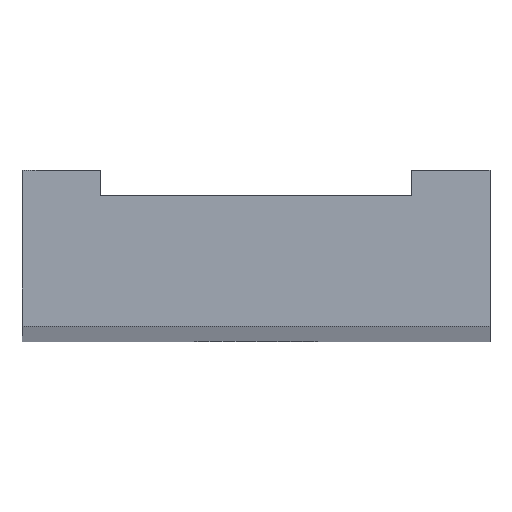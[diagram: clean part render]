
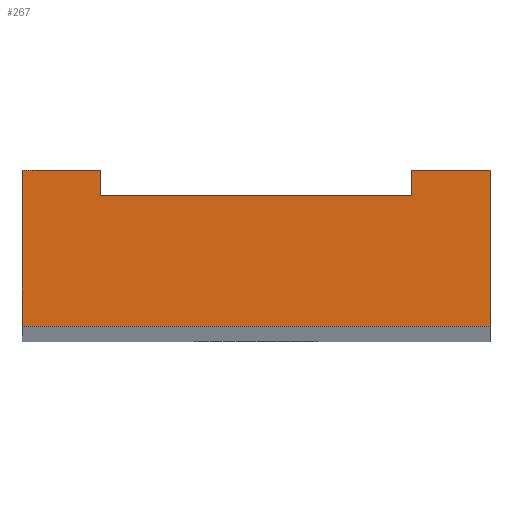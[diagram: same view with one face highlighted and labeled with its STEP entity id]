
A CAD part, top view. The second image highlights one B-rep face of the part: STEP entity #267.
In plain terms, the highlighted planar face has unit normal (0, 0, 1).
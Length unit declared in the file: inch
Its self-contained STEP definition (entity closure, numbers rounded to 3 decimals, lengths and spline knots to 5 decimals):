
#2 = LINE ( 'NONE', #141, #131 ) ;
#5 = CARTESIAN_POINT ( 'NONE',  ( 0., 0., 7.125 ) ) ;
#34 = DIRECTION ( 'NONE',  ( 0., 1., 0. ) ) ;
#48 = CARTESIAN_POINT ( 'NONE',  ( 0.125, 0.25, 7.125 ) ) ;
#62 = EDGE_CURVE ( 'NONE', #334, #89, #282, .T. ) ;
#71 = EDGE_CURVE ( 'NONE', #101, #295, #259, .T. ) ;
#75 = ORIENTED_EDGE ( 'NONE', *, *, #255, .F. ) ;
#86 = CARTESIAN_POINT ( 'NONE',  ( 0., 0.25, 7.125 ) ) ;
#89 = VERTEX_POINT ( 'NONE', #284 ) ;
#94 = CARTESIAN_POINT ( 'NONE',  ( 0.75, 0.25, 7.125 ) ) ;
#96 = VERTEX_POINT ( 'NONE', #86 ) ;
#100 = FACE_OUTER_BOUND ( 'NONE', #421, .T. ) ;
#101 = VERTEX_POINT ( 'NONE', #5 ) ;
#103 = CARTESIAN_POINT ( 'NONE',  ( 0.75, 0., 7.125 ) ) ;
#105 = DIRECTION ( 'NONE',  ( 0., 0., 1. ) ) ;
#119 = LINE ( 'NONE', #268, #275 ) ;
#121 = LINE ( 'NONE', #238, #369 ) ;
#127 = CARTESIAN_POINT ( 'NONE',  ( 0.125, 0.25, 7.125 ) ) ;
#131 = VECTOR ( 'NONE', #341, 39.37008 ) ;
#134 = AXIS2_PLACEMENT_3D ( 'NONE', #139, #105, #209 ) ;
#139 = CARTESIAN_POINT ( 'NONE',  ( 0., 0.25, 7.125 ) ) ;
#140 = VERTEX_POINT ( 'NONE', #127 ) ;
#141 = CARTESIAN_POINT ( 'NONE',  ( 0.75, 0., 7.125 ) ) ;
#142 = VECTOR ( 'NONE', #349, 39.37008 ) ;
#145 = EDGE_CURVE ( 'NONE', #271, #140, #119, .T. ) ;
#147 = CARTESIAN_POINT ( 'NONE',  ( 0., 0., 7.125 ) ) ;
#151 = VECTOR ( 'NONE', #401, 39.37008 ) ;
#161 = LINE ( 'NONE', #299, #151 ) ;
#166 = VECTOR ( 'NONE', #318, 39.37008 ) ;
#172 = CARTESIAN_POINT ( 'NONE',  ( 0.62496, 0.25, 7.125 ) ) ;
#182 = LINE ( 'NONE', #48, #142 ) ;
#198 = VECTOR ( 'NONE', #201, 39.37008 ) ;
#201 = DIRECTION ( 'NONE',  ( -1., 0., 0. ) ) ;
#202 = ORIENTED_EDGE ( 'NONE', *, *, #71, .T. ) ;
#203 = CARTESIAN_POINT ( 'NONE',  ( 0.75, 0.25, 7.125 ) ) ;
#209 = DIRECTION ( 'NONE',  ( 1., 0., 0. ) ) ;
#213 = EDGE_CURVE ( 'NONE', #271, #89, #161, .T. ) ;
#226 = EDGE_CURVE ( 'NONE', #297, #334, #234, .T. ) ;
#234 = LINE ( 'NONE', #94, #198 ) ;
#238 = CARTESIAN_POINT ( 'NONE',  ( 0., 0., 7.125 ) ) ;
#250 = ORIENTED_EDGE ( 'NONE', *, *, #145, .T. ) ;
#255 = EDGE_CURVE ( 'NONE', #101, #96, #121, .T. ) ;
#259 = LINE ( 'NONE', #147, #166 ) ;
#267 = ADVANCED_FACE ( 'NONE', ( #100 ), #347, .T. ) ;
#268 = CARTESIAN_POINT ( 'NONE',  ( 0.125, 0.21, 7.125 ) ) ;
#271 = VERTEX_POINT ( 'NONE', #412 ) ;
#275 = VECTOR ( 'NONE', #398, 39.37008 ) ;
#281 = ORIENTED_EDGE ( 'NONE', *, *, #325, .T. ) ;
#282 = LINE ( 'NONE', #430, #438 ) ;
#284 = CARTESIAN_POINT ( 'NONE',  ( 0.62496, 0.21, 7.125 ) ) ;
#295 = VERTEX_POINT ( 'NONE', #103 ) ;
#297 = VERTEX_POINT ( 'NONE', #203 ) ;
#299 = CARTESIAN_POINT ( 'NONE',  ( 0.125, 0.21, 7.125 ) ) ;
#318 = DIRECTION ( 'NONE',  ( 1., 0., 0. ) ) ;
#325 = EDGE_CURVE ( 'NONE', #295, #297, #2, .T. ) ;
#331 = ORIENTED_EDGE ( 'NONE', *, *, #62, .T. ) ;
#334 = VERTEX_POINT ( 'NONE', #172 ) ;
#341 = DIRECTION ( 'NONE',  ( 0., 1., 0. ) ) ;
#347 = PLANE ( 'NONE',  #134 ) ;
#349 = DIRECTION ( 'NONE',  ( -1., 0., 0. ) ) ;
#369 = VECTOR ( 'NONE', #34, 39.37008 ) ;
#375 = ORIENTED_EDGE ( 'NONE', *, *, #226, .T. ) ;
#391 = EDGE_CURVE ( 'NONE', #140, #96, #182, .T. ) ;
#398 = DIRECTION ( 'NONE',  ( 0., 1., 0. ) ) ;
#401 = DIRECTION ( 'NONE',  ( 1., 0., 0. ) ) ;
#408 = ORIENTED_EDGE ( 'NONE', *, *, #213, .F. ) ;
#412 = CARTESIAN_POINT ( 'NONE',  ( 0.125, 0.21, 7.125 ) ) ;
#421 = EDGE_LOOP ( 'NONE', ( #75, #202, #281, #375, #331, #408, #250, #435 ) ) ;
#426 = DIRECTION ( 'NONE',  ( 0., -1., 0. ) ) ;
#430 = CARTESIAN_POINT ( 'NONE',  ( 0.62496, 0.25, 7.125 ) ) ;
#435 = ORIENTED_EDGE ( 'NONE', *, *, #391, .T. ) ;
#438 = VECTOR ( 'NONE', #426, 39.37008 ) ;
